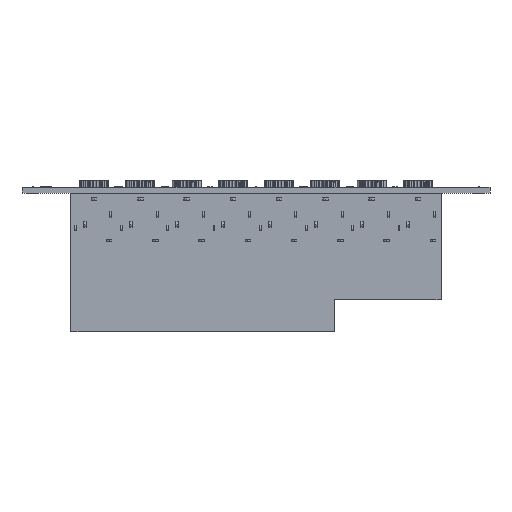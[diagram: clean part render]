
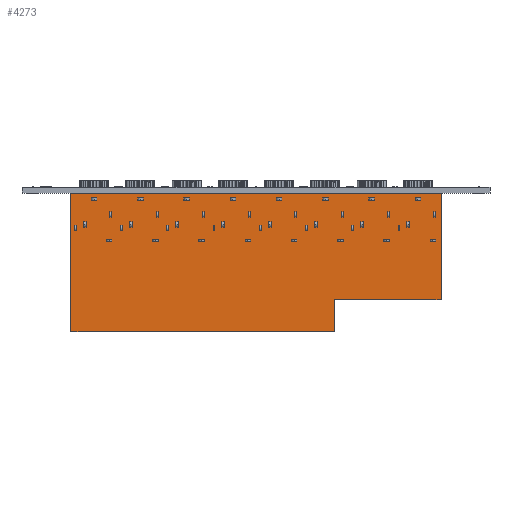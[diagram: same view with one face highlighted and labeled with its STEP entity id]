
A CAD part, left-side view. The second image highlights one B-rep face of the part: STEP entity #4273.
In plain terms, the highlighted face is planar.
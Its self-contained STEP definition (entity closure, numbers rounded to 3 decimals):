
#5 = VECTOR ( 'NONE', #7557, 1000. ) ;
#245 = VERTEX_POINT ( 'NONE', #22461 ) ;
#430 = ORIENTED_EDGE ( 'NONE', *, *, #5862, .F. ) ;
#628 = CARTESIAN_POINT ( 'NONE',  ( 29.21, -0.8, 50.8 ) ) ;
#750 = EDGE_CURVE ( 'NONE', #8674, #1289, #27451, .T. ) ;
#1229 = CARTESIAN_POINT ( 'NONE',  ( 0., -0.8, 50.8 ) ) ;
#1289 = VERTEX_POINT ( 'NONE', #4172 ) ;
#1346 = CARTESIAN_POINT ( 'NONE',  ( 38.1, -0.8, -50.8 ) ) ;
#1371 = LINE ( 'NONE', #18983, #16184 ) ;
#1647 = DIRECTION ( 'NONE',  ( 0., 0., 1. ) ) ;
#1797 = VECTOR ( 'NONE', #8163, 1000. ) ;
#1988 = VECTOR ( 'NONE', #5828, 1000. ) ;
#2218 = ORIENTED_EDGE ( 'NONE', *, *, #22414, .F. ) ;
#2987 = ORIENTED_EDGE ( 'NONE', *, *, #19798, .F. ) ;
#3219 = VECTOR ( 'NONE', #4694, 1000. ) ;
#3382 = DIRECTION ( 'NONE',  ( 0., 0., -1. ) ) ;
#4172 = CARTESIAN_POINT ( 'NONE',  ( 0., -0.8, -50.8 ) ) ;
#4273 = ADVANCED_FACE ( 'NONE', ( #15348 ), #26124, .F. ) ;
#4694 = DIRECTION ( 'NONE',  ( 0., 0., -1. ) ) ;
#5307 = AXIS2_PLACEMENT_3D ( 'NONE', #18115, #19934, #13542 ) ;
#5814 = ORIENTED_EDGE ( 'NONE', *, *, #11162, .F. ) ;
#5828 = DIRECTION ( 'NONE',  ( 1., 0., 0. ) ) ;
#5862 = EDGE_CURVE ( 'NONE', #245, #18178, #11619, .T. ) ;
#6707 = VERTEX_POINT ( 'NONE', #6840 ) ;
#6840 = CARTESIAN_POINT ( 'NONE',  ( 38.1, -0.8, 21.59 ) ) ;
#7557 = DIRECTION ( 'NONE',  ( 1., 0., 0. ) ) ;
#8163 = DIRECTION ( 'NONE',  ( -1., 0., 0. ) ) ;
#8277 = LINE ( 'NONE', #22544, #24503 ) ;
#8674 = VERTEX_POINT ( 'NONE', #1346 ) ;
#9193 = VERTEX_POINT ( 'NONE', #11773 ) ;
#9815 = EDGE_LOOP ( 'NONE', ( #15614, #23807, #5814, #2218, #2987, #430 ) ) ;
#11162 = EDGE_CURVE ( 'NONE', #6707, #8674, #8277, .T. ) ;
#11619 = LINE ( 'NONE', #1229, #5 ) ;
#11773 = CARTESIAN_POINT ( 'NONE',  ( 29.21, -0.8, 21.59 ) ) ;
#13542 = DIRECTION ( 'NONE',  ( 0., 0., 1. ) ) ;
#15348 = FACE_OUTER_BOUND ( 'NONE', #9815, .T. ) ;
#15614 = ORIENTED_EDGE ( 'NONE', *, *, #17012, .F. ) ;
#16184 = VECTOR ( 'NONE', #1647, 1000. ) ;
#16423 = CARTESIAN_POINT ( 'NONE',  ( 29.21, -0.8, 21.59 ) ) ;
#17012 = EDGE_CURVE ( 'NONE', #1289, #245, #1371, .T. ) ;
#18115 = CARTESIAN_POINT ( 'NONE',  ( 0., -0.8, 0. ) ) ;
#18178 = VERTEX_POINT ( 'NONE', #628 ) ;
#18983 = CARTESIAN_POINT ( 'NONE',  ( 0., -0.8, -50.8 ) ) ;
#19798 = EDGE_CURVE ( 'NONE', #18178, #9193, #26108, .T. ) ;
#19934 = DIRECTION ( 'NONE',  ( 0., 1., 0. ) ) ;
#22414 = EDGE_CURVE ( 'NONE', #9193, #6707, #24988, .T. ) ;
#22461 = CARTESIAN_POINT ( 'NONE',  ( 0., -0.8, 50.8 ) ) ;
#22544 = CARTESIAN_POINT ( 'NONE',  ( 38.1, -0.8, 21.59 ) ) ;
#23807 = ORIENTED_EDGE ( 'NONE', *, *, #750, .F. ) ;
#24503 = VECTOR ( 'NONE', #3382, 1000. ) ;
#24988 = LINE ( 'NONE', #16423, #1988 ) ;
#25226 = CARTESIAN_POINT ( 'NONE',  ( 38.1, -0.8, -50.8 ) ) ;
#25968 = CARTESIAN_POINT ( 'NONE',  ( 29.21, -0.8, 50.8 ) ) ;
#26108 = LINE ( 'NONE', #25968, #3219 ) ;
#26124 = PLANE ( 'NONE',  #5307 ) ;
#27451 = LINE ( 'NONE', #25226, #1797 ) ;
